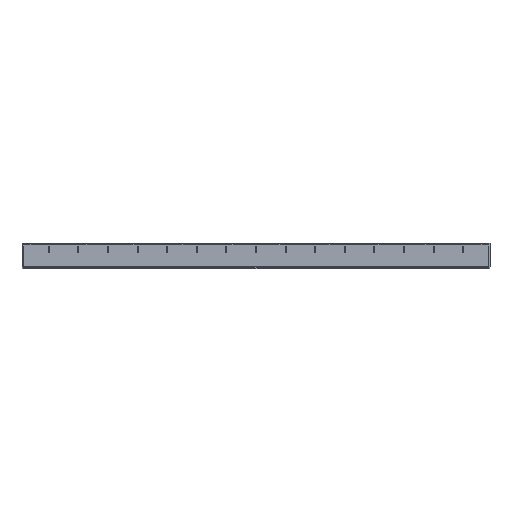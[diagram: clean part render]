
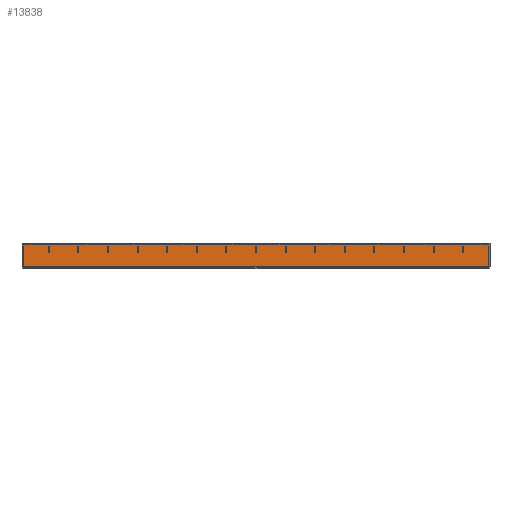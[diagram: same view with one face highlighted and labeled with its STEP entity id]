
A CAD part, top view. The second image highlights one B-rep face of the part: STEP entity #13838.
In plain terms, the highlighted planar face has unit normal (0, 0, 1).
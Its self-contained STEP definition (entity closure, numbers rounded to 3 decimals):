
#752 = VECTOR ( 'NONE', #72192, 1000. ) ;
#1344 = LINE ( 'NONE', #32281, #73459 ) ;
#10016 = VECTOR ( 'NONE', #68513, 1000. ) ;
#13838 = ADVANCED_FACE ( 'NONE', ( #24405 ), #56293, .F. ) ;
#16031 = CARTESIAN_POINT ( 'NONE',  ( 490., 12.5, 0. ) ) ;
#17602 = ORIENTED_EDGE ( 'NONE', *, *, #84103, .F. ) ;
#18258 = CARTESIAN_POINT ( 'NONE',  ( 0., -12.5, 0. ) ) ;
#24405 = FACE_OUTER_BOUND ( 'NONE', #63193, .T. ) ;
#27287 = CARTESIAN_POINT ( 'NONE',  ( 0., 4.167, 0. ) ) ;
#27364 = CARTESIAN_POINT ( 'NONE',  ( 490., 12.5, 0. ) ) ;
#29618 = DIRECTION ( 'NONE',  ( 0., 0., -1. ) ) ;
#29925 = VERTEX_POINT ( 'NONE', #69384 ) ;
#30640 = CARTESIAN_POINT ( 'NONE',  ( 0., 12.5, 0. ) ) ;
#31200 = EDGE_CURVE ( 'NONE', #29925, #56304, #1344, .T. ) ;
#32281 = CARTESIAN_POINT ( 'NONE',  ( 490., -12.5, 0. ) ) ;
#37733 = CARTESIAN_POINT ( 'NONE',  ( 490., 12.5, 0. ) ) ;
#38285 = ORIENTED_EDGE ( 'NONE', *, *, #82908, .F. ) ;
#39889 = EDGE_CURVE ( 'NONE', #74651, #71905, #63854, .T. ) ;
#42420 = LINE ( 'NONE', #27364, #752 ) ;
#52800 = CARTESIAN_POINT ( 'NONE',  ( 0., 12.5, 0. ) ) ;
#53010 = ORIENTED_EDGE ( 'NONE', *, *, #31200, .F. ) ;
#53835 = ORIENTED_EDGE ( 'NONE', *, *, #39889, .T. ) ;
#56293 = PLANE ( 'NONE',  #80494 ) ;
#56304 = VERTEX_POINT ( 'NONE', #18258 ) ;
#60441 = CARTESIAN_POINT ( 'NONE',  ( 0., -4.167, 0. ) ) ;
#61937 = CARTESIAN_POINT ( 'NONE',  ( 490., 12.5, 0. ) ) ;
#63193 = EDGE_LOOP ( 'NONE', ( #53835, #38285, #53010, #17602 ) ) ;
#63854 = LINE ( 'NONE', #16031, #10016 ) ;
#68513 = DIRECTION ( 'NONE',  ( -1., 0., 0. ) ) ;
#69384 = CARTESIAN_POINT ( 'NONE',  ( 490., -12.5, 0. ) ) ;
#70009 = DIRECTION ( 'NONE',  ( -1., 0., 0. ) ) ;
#71905 = VERTEX_POINT ( 'NONE', #30640 ) ;
#72192 = DIRECTION ( 'NONE',  ( 0., -1., 0. ) ) ;
#73459 = VECTOR ( 'NONE', #70009, 1000. ) ;
#74651 = VERTEX_POINT ( 'NONE', #37733 ) ;
#78614 = CARTESIAN_POINT ( 'NONE',  ( 0., -12.5, 0. ) ) ;
#78884 = B_SPLINE_CURVE_WITH_KNOTS ( 'NONE', 3,
 ( #78614, #60441, #27287, #52800 ),
 .UNSPECIFIED., .F., .F.,
 ( 4, 4 ),
 ( 0., 1. ),
 .UNSPECIFIED. ) ;
#80494 = AXIS2_PLACEMENT_3D ( 'NONE', #61937, #29618, #81838 ) ;
#81838 = DIRECTION ( 'NONE',  ( 0., 1., 0. ) ) ;
#82908 = EDGE_CURVE ( 'NONE', #56304, #71905, #78884, .T. ) ;
#84103 = EDGE_CURVE ( 'NONE', #74651, #29925, #42420, .T. ) ;
